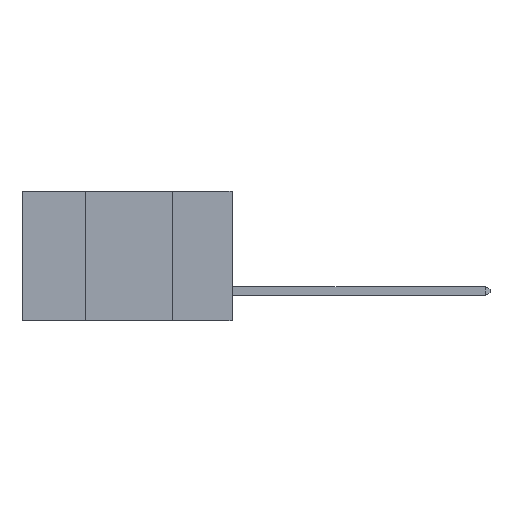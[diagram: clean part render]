
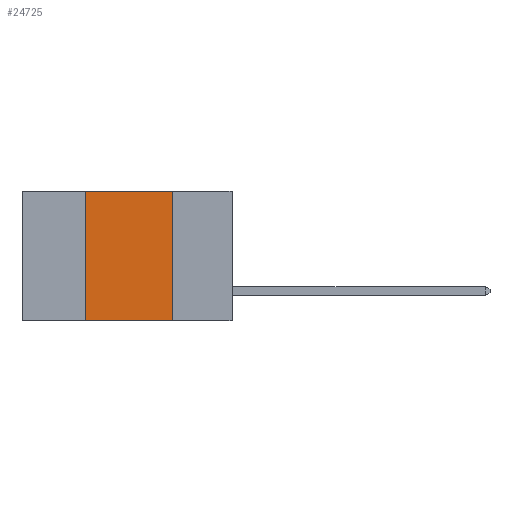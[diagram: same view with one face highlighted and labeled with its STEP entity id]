
A CAD part, left-side view. The second image highlights one B-rep face of the part: STEP entity #24725.
In plain terms, the highlighted planar face has unit normal (-1, 0, 0).
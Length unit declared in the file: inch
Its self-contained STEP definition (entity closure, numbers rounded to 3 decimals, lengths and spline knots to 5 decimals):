
#258 = EDGE_CURVE ( 'NONE', #9084, #3166, #29918, .T. ) ;
#1684 = CARTESIAN_POINT ( 'NONE',  ( 0., 0.6, -0.37 ) ) ;
#2996 = ORIENTED_EDGE ( 'NONE', *, *, #24576, .T. ) ;
#3166 = VERTEX_POINT ( 'NONE', #32367 ) ;
#3930 = EDGE_CURVE ( 'NONE', #18550, #10281, #13043, .T. ) ;
#4099 = CARTESIAN_POINT ( 'NONE',  ( 0., 0.17, 0. ) ) ;
#4561 = DIRECTION ( 'NONE',  ( 0., 0., 1. ) ) ;
#5151 = DIRECTION ( 'NONE',  ( 0., 0., -1. ) ) ;
#5219 = CARTESIAN_POINT ( 'NONE',  ( 0., 0.6, 0. ) ) ;
#5710 = VECTOR ( 'NONE', #33228, 39.37008 ) ;
#8188 = VECTOR ( 'NONE', #23789, 39.37008 ) ;
#8223 = ORIENTED_EDGE ( 'NONE', *, *, #258, .F. ) ;
#9084 = VERTEX_POINT ( 'NONE', #4099 ) ;
#10281 = VERTEX_POINT ( 'NONE', #30599 ) ;
#12197 = VECTOR ( 'NONE', #4561, 39.37008 ) ;
#13043 = LINE ( 'NONE', #30780, #12197 ) ;
#14077 = FACE_OUTER_BOUND ( 'NONE', #15364, .T. ) ;
#15343 = LINE ( 'NONE', #5219, #8188 ) ;
#15364 = EDGE_LOOP ( 'NONE', ( #8223, #18905, #29054, #2996 ) ) ;
#18550 = VERTEX_POINT ( 'NONE', #21534 ) ;
#18905 = ORIENTED_EDGE ( 'NONE', *, *, #21178, .F. ) ;
#20269 = CARTESIAN_POINT ( 'NONE',  ( 0., 0.17, 0. ) ) ;
#21112 = DIRECTION ( 'NONE',  ( 1., 0., 0. ) ) ;
#21178 = EDGE_CURVE ( 'NONE', #10281, #9084, #15343, .T. ) ;
#21534 = CARTESIAN_POINT ( 'NONE',  ( 0., 0.42, -0.37 ) ) ;
#23091 = VECTOR ( 'NONE', #30741, 39.37008 ) ;
#23773 = AXIS2_PLACEMENT_3D ( 'NONE', #31345, #21112, #5151 ) ;
#23789 = DIRECTION ( 'NONE',  ( 0., -1., 0. ) ) ;
#24576 = EDGE_CURVE ( 'NONE', #18550, #3166, #27601, .T. ) ;
#24725 = ADVANCED_FACE ( 'NONE', ( #14077 ), #33879, .F. ) ;
#27601 = LINE ( 'NONE', #1684, #5710 ) ;
#29054 = ORIENTED_EDGE ( 'NONE', *, *, #3930, .F. ) ;
#29918 = LINE ( 'NONE', #20269, #23091 ) ;
#30599 = CARTESIAN_POINT ( 'NONE',  ( 0., 0.42, 0. ) ) ;
#30741 = DIRECTION ( 'NONE',  ( 0., 0., -1. ) ) ;
#30780 = CARTESIAN_POINT ( 'NONE',  ( 0., 0.42, 0. ) ) ;
#31345 = CARTESIAN_POINT ( 'NONE',  ( 0., 0.6, 0. ) ) ;
#32367 = CARTESIAN_POINT ( 'NONE',  ( 0., 0.17, -0.37 ) ) ;
#33228 = DIRECTION ( 'NONE',  ( 0., -1., 0. ) ) ;
#33879 = PLANE ( 'NONE',  #23773 ) ;
